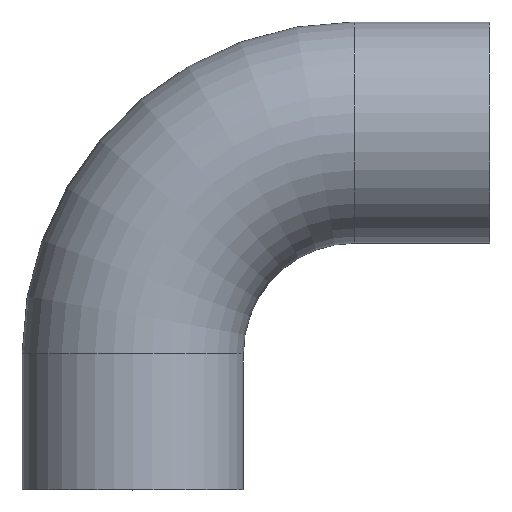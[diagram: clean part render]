
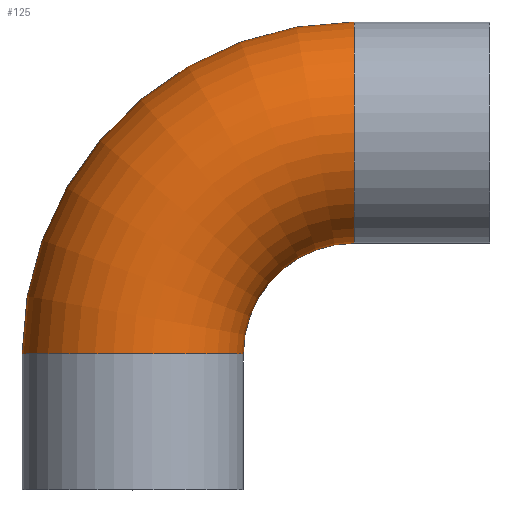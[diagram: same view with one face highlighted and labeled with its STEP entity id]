
A CAD part, top view. The second image highlights one B-rep face of the part: STEP entity #125.
In plain terms, the highlighted toroidal (fillet/blend) face has major radius 180 mm and minor radius 90 mm.
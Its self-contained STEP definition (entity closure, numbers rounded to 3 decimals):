
#85 = VERTEX_POINT( '', #219 );
#119 = EDGE_CURVE( '', #171, #141, #258, .T. );
#121 = EDGE_CURVE( '', #195, #171, #260, .T. );
#125 = ADVANCED_FACE( '', ( #264 ), #265, .T. );
#139 = EDGE_CURVE( '', #195, #85, #280, .T. );
#141 = VERTEX_POINT( '', #282 );
#165 = EDGE_CURVE( '', #141, #85, #311, .T. );
#171 = VERTEX_POINT( '', #317 );
#195 = VERTEX_POINT( '', #345 );
#219 = CARTESIAN_POINT( '', ( 180., 200.5, 0. ) );
#258 = CIRCLE( '', #411, 90. );
#260 = CIRCLE( '', #414, 270. );
#264 = FACE_OUTER_BOUND( '', #418, .T. );
#265 = TOROIDAL_SURFACE( '', #419, 180., 90. );
#280 = CIRCLE( '', #438, 90. );
#282 = CARTESIAN_POINT( '', ( 90., 110.5, 0. ) );
#311 = CIRCLE( '', #474, 90. );
#317 = CARTESIAN_POINT( '', ( -90., 110.5, 0. ) );
#345 = CARTESIAN_POINT( '', ( 180., 380.5, 0. ) );
#411 = AXIS2_PLACEMENT_3D( '', #581, #582, #583 );
#414 = AXIS2_PLACEMENT_3D( '', #584, #585, #586 );
#418 = EDGE_LOOP( '', ( #588, #589, #590, #591 ) );
#419 = AXIS2_PLACEMENT_3D( '', #592, #593, #594 );
#438 = AXIS2_PLACEMENT_3D( '', #612, #613, #614 );
#474 = AXIS2_PLACEMENT_3D( '', #659, #660, #661 );
#581 = CARTESIAN_POINT( '', ( 0., 110.5, 0. ) );
#582 = DIRECTION( '', ( 0., 1., 0. ) );
#583 = DIRECTION( '', ( 1., 0., 0. ) );
#584 = CARTESIAN_POINT( '', ( 180., 110.5, 0. ) );
#585 = DIRECTION( '', ( 0., 0., 1. ) );
#586 = DIRECTION( '', ( 1., 0., 0. ) );
#588 = ORIENTED_EDGE( '', *, *, #121, .T. );
#589 = ORIENTED_EDGE( '', *, *, #119, .T. );
#590 = ORIENTED_EDGE( '', *, *, #165, .T. );
#591 = ORIENTED_EDGE( '', *, *, #139, .F. );
#592 = CARTESIAN_POINT( '', ( 180., 110.5, 0. ) );
#593 = DIRECTION( '', ( 0., 0., 1. ) );
#594 = DIRECTION( '', ( 1., 0., 0. ) );
#612 = CARTESIAN_POINT( '', ( 180., 290.5, 0. ) );
#613 = DIRECTION( '', ( 1., 0., 0. ) );
#614 = DIRECTION( '', ( 0., -1., 0. ) );
#659 = CARTESIAN_POINT( '', ( 180., 110.5, 0. ) );
#660 = DIRECTION( '', ( 0., 0., -1. ) );
#661 = DIRECTION( '', ( 1., 0., 0. ) );
